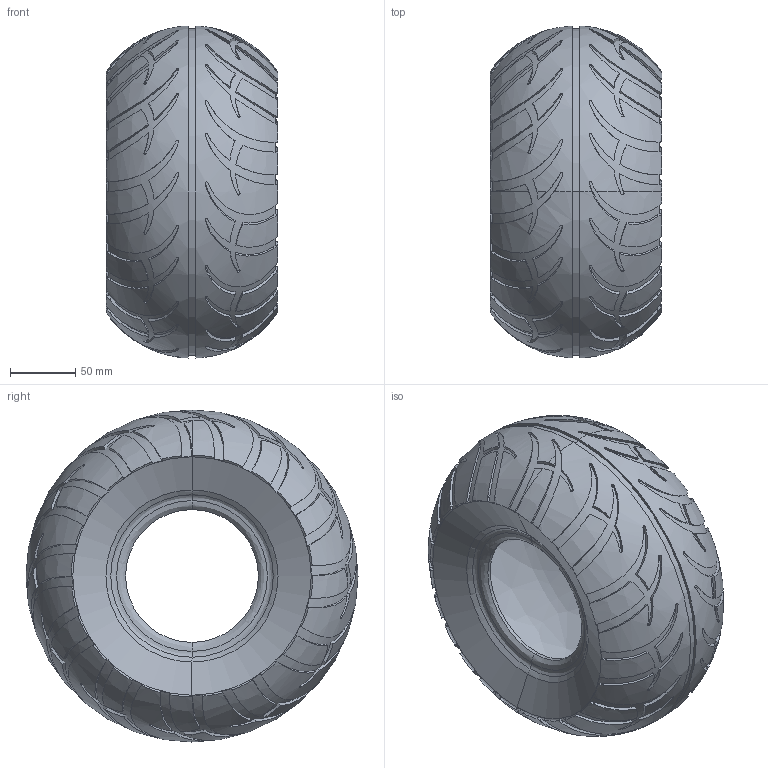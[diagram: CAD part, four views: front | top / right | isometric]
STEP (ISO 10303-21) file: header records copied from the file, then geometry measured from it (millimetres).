
FILE_DESCRIPTION (( 'STEP AP214' ), '1' );
FILE_NAME ('Blata tire 3.00-4.STEP', '2023-03-30T19:14:25', ( '' ), ( '' ), 'SwSTEP 2.0', 'SolidWorks 2021', '' );
FILE_SCHEMA (( 'AUTOMOTIVE_DESIGN' ));
Length unit declared in the file: millimetre
Products named in the file (1): Blata tire 3.00-4
Bounding box: 131.11 x 253.89 x 253.89 mm (x, y, z)
Volume: 1045951.5 mm3; surface area: 305216.1 mm2
Topology: 1 solids, 1 shells, 557 faces, 1630 edges, 1075 vertices
Faces by surface type: cylinder 462, bspline 85, cone 8, plane 2
Entity records: 28695 total; most frequent: CARTESIAN_POINT 16097, ORIENTED_EDGE 3260, DIRECTION 1738, EDGE_CURVE 1630, VERTEX_POINT 1075, B_SPLINE_CURVE_WITH_KNOTS 1023, AXIS2_PLACEMENT_3D 658, EDGE_LOOP 559
